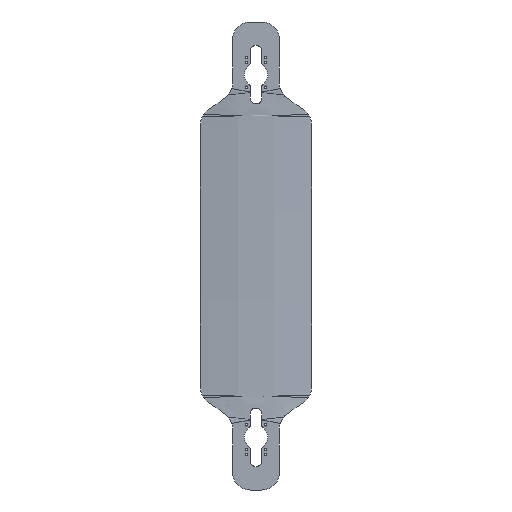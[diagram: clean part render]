
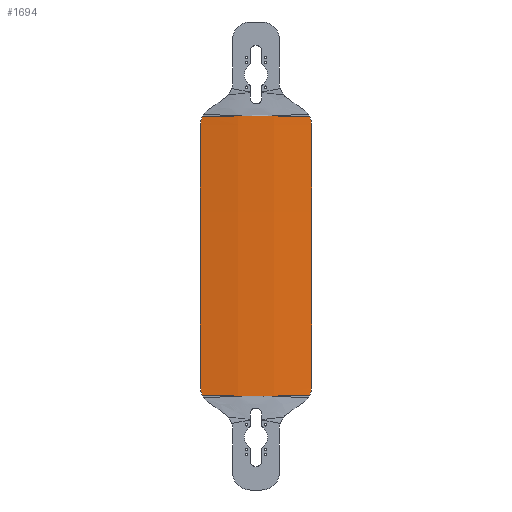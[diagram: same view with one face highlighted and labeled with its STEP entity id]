
A CAD part, front view. The second image highlights one B-rep face of the part: STEP entity #1694.
In plain terms, the highlighted toroidal (fillet/blend) face has major radius 26159.4 mm and minor radius 768.879 mm.
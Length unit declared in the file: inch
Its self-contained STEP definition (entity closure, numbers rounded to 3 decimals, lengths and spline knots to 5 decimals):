
#16=TOROIDAL_SURFACE('',#1853,1029.89583,30.27083);
#111=CIRCLE('',#1851,1000.);
#112=CIRCLE('',#1854,1000.);
#442=FACE_OUTER_BOUND('',#548,.T.);
#548=EDGE_LOOP('',(#1561,#1562,#1563,#1564,#1565,#1566,#1567,#1568));
#560=B_SPLINE_CURVE_WITH_KNOTS('',3,(#2291,#2292,#2293,#2294,#2295,#2296,
#2297),.UNSPECIFIED.,.F.,.F.,(4,1,1,1,4),(1.19366,4.08852,
9.87824,15.66796,21.45768),.UNSPECIFIED.);
#565=B_SPLINE_CURVE_WITH_KNOTS('',3,(#2339,#2340,#2341,#2342,#2343,#2344),
 .UNSPECIFIED.,.F.,.F.,(4,2,4),(-15.89671,-15.04025,-14.08162),
 .UNSPECIFIED.);
#605=B_SPLINE_CURVE_WITH_KNOTS('',3,(#3272,#3273,#3274,#3275,#3276,#3277),
 .UNSPECIFIED.,.F.,.F.,(4,2,4),(-2.05687,-1.30509,-0.24086),
 .UNSPECIFIED.);
#607=B_SPLINE_CURVE_WITH_KNOTS('',3,(#3330,#3331,#3332,#3333,#3334,#3335,
#3336),.UNSPECIFIED.,.F.,.F.,(4,1,1,1,4),(1.19366,6.98338,
12.7731,18.56282,21.45768),.UNSPECIFIED.);
#613=B_SPLINE_CURVE_WITH_KNOTS('',3,(#3385,#3386,#3387,#3388,#3389,#3390),
 .UNSPECIFIED.,.F.,.F.,(4,2,4),(-2.05687,-1.30509,-0.24086),
 .UNSPECIFIED.);
#648=B_SPLINE_CURVE_WITH_KNOTS('',3,(#4270,#4271,#4272,#4273,#4274,#4275),
 .UNSPECIFIED.,.F.,.F.,(4,2,4),(-15.89671,-15.04025,-14.08162),
 .UNSPECIFIED.);
#649=VERTEX_POINT('',#2266);
#652=VERTEX_POINT('',#2283);
#658=VERTEX_POINT('',#2337);
#740=VERTEX_POINT('',#3271);
#742=VERTEX_POINT('',#3321);
#743=VERTEX_POINT('',#3329);
#748=VERTEX_POINT('',#3383);
#824=VERTEX_POINT('',#4269);
#828=EDGE_CURVE('',#652,#649,#560,.T.);
#835=EDGE_CURVE('',#652,#658,#565,.T.);
#950=EDGE_CURVE('',#740,#649,#605,.T.);
#959=EDGE_CURVE('',#742,#743,#607,.T.);
#967=EDGE_CURVE('',#748,#742,#613,.T.);
#1074=EDGE_CURVE('',#740,#748,#111,.T.);
#1075=EDGE_CURVE('',#743,#824,#648,.T.);
#1078=EDGE_CURVE('',#658,#824,#112,.T.);
#1561=ORIENTED_EDGE('',*,*,#828,.F.);
#1562=ORIENTED_EDGE('',*,*,#835,.T.);
#1563=ORIENTED_EDGE('',*,*,#1078,.T.);
#1564=ORIENTED_EDGE('',*,*,#1075,.F.);
#1565=ORIENTED_EDGE('',*,*,#959,.F.);
#1566=ORIENTED_EDGE('',*,*,#967,.F.);
#1567=ORIENTED_EDGE('',*,*,#1074,.F.);
#1568=ORIENTED_EDGE('',*,*,#950,.T.);
#1694=ADVANCED_FACE('',(#442),#16,.T.);
#1851=AXIS2_PLACEMENT_3D('',#4267,#2205,#2206);
#1853=AXIS2_PLACEMENT_3D('',#4278,#2211,#2212);
#1854=AXIS2_PLACEMENT_3D('',#4279,#2213,#2214);
#2205=DIRECTION('center_axis',(1.,0.,0.));
#2206=DIRECTION('ref_axis',(0.,0.,-1.));
#2211=DIRECTION('center_axis',(1.,0.,0.));
#2212=DIRECTION('ref_axis',(0.,0.,-1.));
#2213=DIRECTION('center_axis',(1.,0.,0.));
#2214=DIRECTION('ref_axis',(0.,0.,-1.));
#2266=CARTESIAN_POINT('',(-4.58415,-0.09695,-11.92176));
#2283=CARTESIAN_POINT('',(4.58415,-0.09695,-11.92176));
#2291=CARTESIAN_POINT('Ctrl Pts',(4.58415,-0.09695,
-11.92176));
#2292=CARTESIAN_POINT('Ctrl Pts',(4.15137,-0.16339,-11.9328));
#2293=CARTESIAN_POINT('Ctrl Pts',(2.84716,-0.33472,-11.96126));
#2294=CARTESIAN_POINT('Ctrl Pts',(0.6572,-0.47773,
-11.97993));
#2295=CARTESIAN_POINT('Ctrl Pts',(-1.97188,-0.42059,-11.97357));
#2296=CARTESIAN_POINT('Ctrl Pts',(-3.71859,-0.22983,
-11.94384));
#2297=CARTESIAN_POINT('Ctrl Pts',(-4.58415,-0.09695,
-11.92176));
#2337=CARTESIAN_POINT('',(4.75,-0.06313,-11.23616));
#2339=CARTESIAN_POINT('Ctrl Pts',(4.58415,-0.09695,
-11.92176));
#2340=CARTESIAN_POINT('Ctrl Pts',(4.63526,-0.08793,-11.8223));
#2341=CARTESIAN_POINT('Ctrl Pts',(4.67519,-0.08045,-11.71725));
#2342=CARTESIAN_POINT('Ctrl Pts',(4.73424,-0.06848,
-11.48681));
#2343=CARTESIAN_POINT('Ctrl Pts',(4.75,-0.06454,-11.36171));
#2344=CARTESIAN_POINT('Ctrl Pts',(4.75,-0.06313,-11.23616));
#3271=CARTESIAN_POINT('',(-4.75,-0.06313,-11.23616));
#3272=CARTESIAN_POINT('Ctrl Pts',(-4.75,-0.06313,-11.23616));
#3273=CARTESIAN_POINT('Ctrl Pts',(-4.75,-0.06423,-11.33449));
#3274=CARTESIAN_POINT('Ctrl Pts',(-4.74033,-0.06689,
-11.43269));
#3275=CARTESIAN_POINT('Ctrl Pts',(-4.69379,-0.07693,
-11.66619));
#3276=CARTESIAN_POINT('Ctrl Pts',(-4.64763,-0.08575,
-11.79823));
#3277=CARTESIAN_POINT('Ctrl Pts',(-4.58415,-0.09695,-11.92176));
#3321=CARTESIAN_POINT('',(-4.58415,-0.09695,11.92176));
#3329=CARTESIAN_POINT('',(4.58415,-0.09695,11.92176));
#3330=CARTESIAN_POINT('Ctrl Pts',(-4.58415,-0.09695,
11.92176));
#3331=CARTESIAN_POINT('Ctrl Pts',(-3.71859,-0.22983,
11.94384));
#3332=CARTESIAN_POINT('Ctrl Pts',(-1.97188,-0.42059,11.97357));
#3333=CARTESIAN_POINT('Ctrl Pts',(0.6572,-0.47773,
11.97993));
#3334=CARTESIAN_POINT('Ctrl Pts',(2.84716,-0.33472,11.96126));
#3335=CARTESIAN_POINT('Ctrl Pts',(4.15137,-0.16339,11.9328));
#3336=CARTESIAN_POINT('Ctrl Pts',(4.58415,-0.09695,
11.92176));
#3383=CARTESIAN_POINT('',(-4.75,-0.06313,11.23616));
#3385=CARTESIAN_POINT('Ctrl Pts',(-4.75,-0.06313,11.23616));
#3386=CARTESIAN_POINT('Ctrl Pts',(-4.75,-0.06423,11.33449));
#3387=CARTESIAN_POINT('Ctrl Pts',(-4.74033,-0.06689,
11.43269));
#3388=CARTESIAN_POINT('Ctrl Pts',(-4.69379,-0.07693,
11.66619));
#3389=CARTESIAN_POINT('Ctrl Pts',(-4.64763,-0.08575,
11.79823));
#3390=CARTESIAN_POINT('Ctrl Pts',(-4.58415,-0.09695,11.92176));
#4267=CARTESIAN_POINT('Origin',(-4.75,-1000.,0.));
#4269=CARTESIAN_POINT('',(4.75,-0.06313,11.23616));
#4270=CARTESIAN_POINT('Ctrl Pts',(4.58415,-0.09695,
11.92176));
#4271=CARTESIAN_POINT('Ctrl Pts',(4.63526,-0.08793,
11.8223));
#4272=CARTESIAN_POINT('Ctrl Pts',(4.67519,-0.08045,
11.71725));
#4273=CARTESIAN_POINT('Ctrl Pts',(4.73424,-0.06848,
11.48681));
#4274=CARTESIAN_POINT('Ctrl Pts',(4.75,-0.06454,11.36171));
#4275=CARTESIAN_POINT('Ctrl Pts',(4.75,-0.06313,11.23616));
#4278=CARTESIAN_POINT('Origin',(0.,-1000.,0.));
#4279=CARTESIAN_POINT('Origin',(4.75,-1000.,0.));
